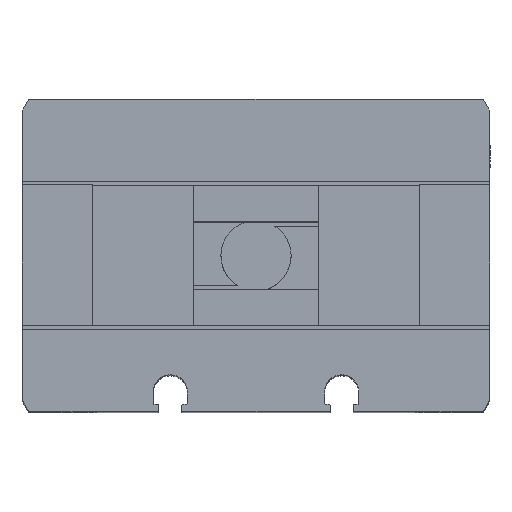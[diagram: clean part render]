
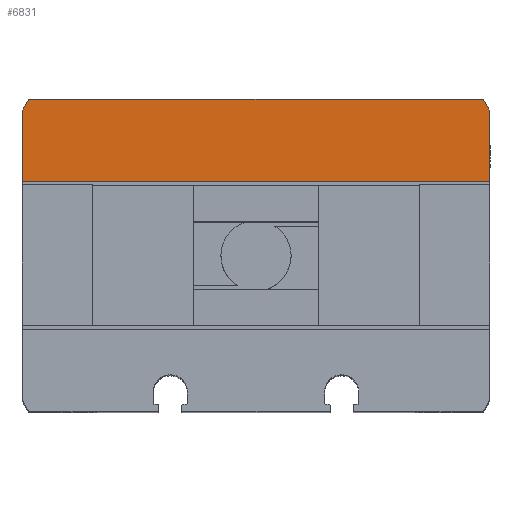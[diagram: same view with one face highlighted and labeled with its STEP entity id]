
A CAD part, top view. The second image highlights one B-rep face of the part: STEP entity #6831.
In plain terms, the highlighted planar face has unit normal (0, 0, 1).
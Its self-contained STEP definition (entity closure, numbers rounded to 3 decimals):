
#2480=CARTESIAN_POINT('',(30.,18.5,88.));
#2481=VERTEX_POINT('Vertex128',#2480);
#2490=CARTESIAN_POINT('',(30.,9.5,88.));
#2491=VERTEX_POINT('Vertex129',#2490);
#2492=CARTESIAN_POINT('',(30.,14.,88.));
#2493=DIRECTION('',(0.,1.,0.));
#2494=VECTOR('',#2493,1.);
#2495=LINE('nurbsCrv157',#2492,#2494);
#2496=EDGE_CURVE('Edge157',#2491,#2481,#2495,.T.);
#2598=CARTESIAN_POINT('',(-30.,18.5,88.));
#2599=VERTEX_POINT('Vertex139',#2598);
#2646=CARTESIAN_POINT('',(-30.,9.5,88.));
#2647=VERTEX_POINT('Vertex146',#2646);
#2654=CARTESIAN_POINT('',(-30.,14.,88.));
#2655=DIRECTION('',(0.,-1.,0.));
#2656=VECTOR('',#2655,1.);
#2657=LINE('nurbsCrv175',#2654,#2656);
#2658=EDGE_CURVE('Edge175',#2599,#2647,#2657,.T.);
#5939=CARTESIAN_POINT('',(-29.134,20.,88.));
#5940=VERTEX_POINT('Vertex298',#5939);
#5949=CARTESIAN_POINT('',(-29.567,19.25,88.));
#5950=DIRECTION('',(0.5,0.866,0.)
);
#5951=VECTOR('',#5950,1.);
#5952=LINE('nurbsCrv425',#5949,#5951);
#5953=EDGE_CURVE('Edge425',#2599,#5940,#5952,.T.);
#5963=CARTESIAN_POINT('',(29.134,20.,88.));
#5964=VERTEX_POINT('Vertex299',#5963);
#5971=CARTESIAN_POINT('',(29.567,19.25,88.));
#5972=DIRECTION('',(0.5,-0.866,0.
));
#5973=VECTOR('',#5972,1.);
#5974=LINE('nurbsCrv427',#5971,#5973);
#5975=EDGE_CURVE('Edge427',#5964,#2481,#5974,.T.);
#6329=CARTESIAN_POINT('',(0.,9.5,88.));
#6330=DIRECTION('',(1.,0.,0.));
#6331=VECTOR('',#6330,1.);
#6332=LINE('nurbsCrv432',#6329,#6331);
#6333=EDGE_CURVE('Edge432',#2647,#2491,#6332,.T.);
#6813=ORIENTED_EDGE('Edgeuse883',*,*,#5953,.F.);
#6814=ORIENTED_EDGE('Edgeuse884',*,*,#2658,.T.);
#6815=ORIENTED_EDGE('Edgeuse885',*,*,#6333,.T.);
#6816=ORIENTED_EDGE('Edgeuse886',*,*,#2496,.T.);
#6817=ORIENTED_EDGE('Edgeuse887',*,*,#5975,.F.);
#6818=CARTESIAN_POINT('',(0.,20.,88.));
#6819=DIRECTION('',(1.,0.,0.));
#6820=VECTOR('',#6819,1.);
#6821=LINE('nurbsCrv451',#6818,#6820);
#6822=EDGE_CURVE('Edge451',#5940,#5964,#6821,.T.);
#6823=ORIENTED_EDGE('Edgeuse888',*,*,#6822,.F.);
#6824=EDGE_LOOP('',(#6813,#6814,#6815,#6816,#6817,#6823));
#6825=FACE_OUTER_BOUND('',#6824,.T.);
#6826=CARTESIAN_POINT('',(0.,14.75,88.));
#6827=DIRECTION('',(0.,0.,1.));
#6828=DIRECTION('',(-1.,0.,0.));
#6829=AXIS2_PLACEMENT_3D('',#6826,#6827,#6828);
#6830=PLANE('nurbsSrf171',#6829);
#6831=ADVANCED_FACE('Face171',(#6825),#6830,.T.);
